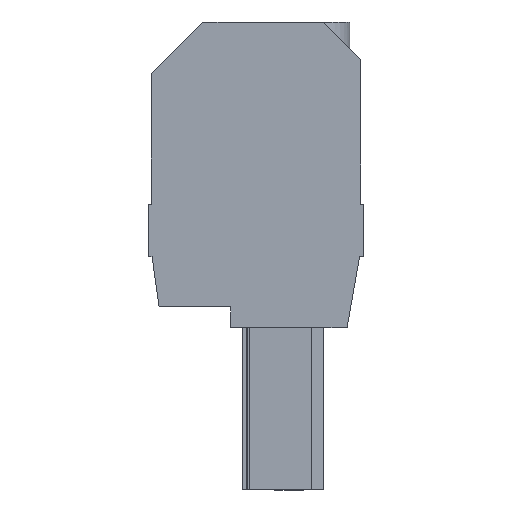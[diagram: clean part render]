
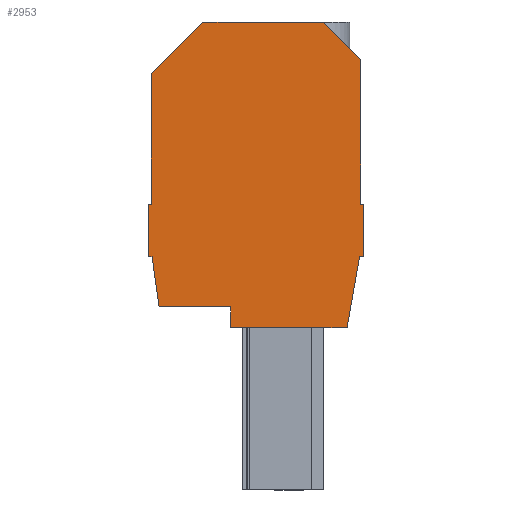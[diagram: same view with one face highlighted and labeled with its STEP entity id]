
A CAD part, left-side view. The second image highlights one B-rep face of the part: STEP entity #2953.
In plain terms, the highlighted planar face has unit normal (-1, 0, 0).
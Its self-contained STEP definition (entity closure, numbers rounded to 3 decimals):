
#2864=AXIS2_PLACEMENT_3D('Plane Axis2P3D',#2861,#2862,#2863) ;
#111=CARTESIAN_POINT('Vertex',(0.,20.3,39.764)) ;
#127=CARTESIAN_POINT('Vertex',(0.,20.3,27.3)) ;
#130=CARTESIAN_POINT('Line Origine',(0.,20.3,33.532)) ;
#247=CARTESIAN_POINT('Vertex',(0.,0.3,27.3)) ;
#438=CARTESIAN_POINT('Vertex',(0.,0.3,41.114)) ;
#441=CARTESIAN_POINT('Line Origine',(0.,0.3,34.207)) ;
#2201=CARTESIAN_POINT('Vertex',(0.,0.404,22.3)) ;
#2204=CARTESIAN_POINT('Line Origine',(0.,1.004,18.9)) ;
#2208=CARTESIAN_POINT('Vertex',(0.,1.603,15.5)) ;
#2259=CARTESIAN_POINT('Vertex',(0.,19.557,17.5)) ;
#2262=CARTESIAN_POINT('Line Origine',(0.,19.895,19.9)) ;
#2266=CARTESIAN_POINT('Vertex',(0.,20.232,22.3)) ;
#2726=CARTESIAN_POINT('Vertex',(0.,3.886,44.7)) ;
#2729=CARTESIAN_POINT('Line Origine',(0.,2.093,42.907)) ;
#2861=CARTESIAN_POINT('Axis2P3D Location',(0.,0.,0.)) ;
#2866=CARTESIAN_POINT('Line Origine',(0.,20.6,24.8)) ;
#2870=CARTESIAN_POINT('Vertex',(0.,20.6,27.3)) ;
#2872=CARTESIAN_POINT('Vertex',(0.,20.6,22.3)) ;
#2875=CARTESIAN_POINT('Line Origine',(0.,20.416,22.3)) ;
#2880=CARTESIAN_POINT('Line Origine',(0.,16.14,17.5)) ;
#2884=CARTESIAN_POINT('Vertex',(0.,12.723,17.5)) ;
#2887=CARTESIAN_POINT('Line Origine',(0.,12.723,16.5)) ;
#2891=CARTESIAN_POINT('Vertex',(0.,12.723,15.5)) ;
#2894=CARTESIAN_POINT('Line Origine',(0.,7.163,15.5)) ;
#2899=CARTESIAN_POINT('Line Origine',(0.,0.202,22.3)) ;
#2903=CARTESIAN_POINT('Vertex',(0.,0.,22.3)) ;
#2906=CARTESIAN_POINT('Line Origine',(0.,0.,24.8)) ;
#2910=CARTESIAN_POINT('Vertex',(0.,0.,27.3)) ;
#2913=CARTESIAN_POINT('Line Origine',(0.,0.15,27.3)) ;
#2918=CARTESIAN_POINT('Line Origine',(0.,9.625,44.7)) ;
#2922=CARTESIAN_POINT('Vertex',(0.,15.364,44.7)) ;
#2925=CARTESIAN_POINT('Line Origine',(0.,17.832,42.232)) ;
#2930=CARTESIAN_POINT('Line Origine',(0.,20.45,27.3)) ;
#131=DIRECTION('Vector Direction',(0.,0.,1.)) ;
#442=DIRECTION('Vector Direction',(0.,0.,-1.)) ;
#2205=DIRECTION('Vector Direction',(0.,0.174,-0.985)) ;
#2263=DIRECTION('Vector Direction',(0.,-0.139,-0.99)) ;
#2730=DIRECTION('Vector Direction',(0.,0.707,0.707)) ;
#2862=DIRECTION('Axis2P3D Direction',(-1.,0.,0.)) ;
#2863=DIRECTION('Axis2P3D XDirection',(0.,0.,1.)) ;
#2867=DIRECTION('Vector Direction',(0.,0.,-1.)) ;
#2876=DIRECTION('Vector Direction',(0.,-1.,0.)) ;
#2881=DIRECTION('Vector Direction',(0.,-1.,0.)) ;
#2888=DIRECTION('Vector Direction',(0.,0.,-1.)) ;
#2895=DIRECTION('Vector Direction',(0.,-1.,0.)) ;
#2900=DIRECTION('Vector Direction',(0.,-1.,0.)) ;
#2907=DIRECTION('Vector Direction',(0.,0.,1.)) ;
#2914=DIRECTION('Vector Direction',(0.,1.,0.)) ;
#2919=DIRECTION('Vector Direction',(0.,1.,0.)) ;
#2926=DIRECTION('Vector Direction',(0.,0.707,-0.707)) ;
#2931=DIRECTION('Vector Direction',(0.,1.,0.)) ;
#132=VECTOR('Line Direction',#131,1.) ;
#443=VECTOR('Line Direction',#442,1.) ;
#2206=VECTOR('Line Direction',#2205,1.) ;
#2264=VECTOR('Line Direction',#2263,1.) ;
#2731=VECTOR('Line Direction',#2730,1.) ;
#2868=VECTOR('Line Direction',#2867,1.) ;
#2877=VECTOR('Line Direction',#2876,1.) ;
#2882=VECTOR('Line Direction',#2881,1.) ;
#2889=VECTOR('Line Direction',#2888,1.) ;
#2896=VECTOR('Line Direction',#2895,1.) ;
#2901=VECTOR('Line Direction',#2900,1.) ;
#2908=VECTOR('Line Direction',#2907,1.) ;
#2915=VECTOR('Line Direction',#2914,1.) ;
#2920=VECTOR('Line Direction',#2919,1.) ;
#2927=VECTOR('Line Direction',#2926,1.) ;
#2932=VECTOR('Line Direction',#2931,1.) ;
#2936=ORIENTED_EDGE('',*,*,#2874,.T.) ;
#2937=ORIENTED_EDGE('',*,*,#2879,.T.) ;
#2938=ORIENTED_EDGE('',*,*,#2268,.T.) ;
#2939=ORIENTED_EDGE('',*,*,#2886,.T.) ;
#2940=ORIENTED_EDGE('',*,*,#2893,.T.) ;
#2941=ORIENTED_EDGE('',*,*,#2898,.T.) ;
#2942=ORIENTED_EDGE('',*,*,#2210,.T.) ;
#2943=ORIENTED_EDGE('',*,*,#2905,.T.) ;
#2944=ORIENTED_EDGE('',*,*,#2912,.T.) ;
#2945=ORIENTED_EDGE('',*,*,#2917,.T.) ;
#2946=ORIENTED_EDGE('',*,*,#445,.T.) ;
#2947=ORIENTED_EDGE('',*,*,#2733,.T.) ;
#2948=ORIENTED_EDGE('',*,*,#2924,.T.) ;
#2949=ORIENTED_EDGE('',*,*,#2929,.T.) ;
#2950=ORIENTED_EDGE('',*,*,#134,.T.) ;
#2951=ORIENTED_EDGE('',*,*,#2934,.T.) ;
#2953=ADVANCED_FACE('housing',(#2952),#2865,.T.) ;
#134=EDGE_CURVE('',#112,#128,#133,.F.) ;
#445=EDGE_CURVE('',#248,#439,#444,.F.) ;
#2210=EDGE_CURVE('',#2209,#2202,#2207,.F.) ;
#2268=EDGE_CURVE('',#2267,#2260,#2265,.T.) ;
#2733=EDGE_CURVE('',#439,#2727,#2732,.T.) ;
#2874=EDGE_CURVE('',#2871,#2873,#2869,.T.) ;
#2879=EDGE_CURVE('',#2873,#2267,#2878,.T.) ;
#2886=EDGE_CURVE('',#2260,#2885,#2883,.T.) ;
#2893=EDGE_CURVE('',#2885,#2892,#2890,.T.) ;
#2898=EDGE_CURVE('',#2892,#2209,#2897,.T.) ;
#2905=EDGE_CURVE('',#2202,#2904,#2902,.T.) ;
#2912=EDGE_CURVE('',#2904,#2911,#2909,.T.) ;
#2917=EDGE_CURVE('',#2911,#248,#2916,.T.) ;
#2924=EDGE_CURVE('',#2727,#2923,#2921,.T.) ;
#2929=EDGE_CURVE('',#2923,#112,#2928,.T.) ;
#2934=EDGE_CURVE('',#128,#2871,#2933,.T.) ;
#2935=EDGE_LOOP('',(#2936,#2937,#2938,#2939,#2940,#2941,#2942,#2943,#2944,#2945,#2946,#2947,#2948,#2949,#2950,#2951)) ;
#2952=FACE_OUTER_BOUND('',#2935,.T.) ;
#133=LINE('Line',#130,#132) ;
#444=LINE('Line',#441,#443) ;
#2207=LINE('Line',#2204,#2206) ;
#2265=LINE('Line',#2262,#2264) ;
#2732=LINE('Line',#2729,#2731) ;
#2869=LINE('Line',#2866,#2868) ;
#2878=LINE('Line',#2875,#2877) ;
#2883=LINE('Line',#2880,#2882) ;
#2890=LINE('Line',#2887,#2889) ;
#2897=LINE('Line',#2894,#2896) ;
#2902=LINE('Line',#2899,#2901) ;
#2909=LINE('Line',#2906,#2908) ;
#2916=LINE('Line',#2913,#2915) ;
#2921=LINE('Line',#2918,#2920) ;
#2928=LINE('Line',#2925,#2927) ;
#2933=LINE('Line',#2930,#2932) ;
#2865=PLANE('',#2864) ;
#112=VERTEX_POINT('',#111) ;
#128=VERTEX_POINT('',#127) ;
#248=VERTEX_POINT('',#247) ;
#439=VERTEX_POINT('',#438) ;
#2202=VERTEX_POINT('',#2201) ;
#2209=VERTEX_POINT('',#2208) ;
#2260=VERTEX_POINT('',#2259) ;
#2267=VERTEX_POINT('',#2266) ;
#2727=VERTEX_POINT('',#2726) ;
#2871=VERTEX_POINT('',#2870) ;
#2873=VERTEX_POINT('',#2872) ;
#2885=VERTEX_POINT('',#2884) ;
#2892=VERTEX_POINT('',#2891) ;
#2904=VERTEX_POINT('',#2903) ;
#2911=VERTEX_POINT('',#2910) ;
#2923=VERTEX_POINT('',#2922) ;
